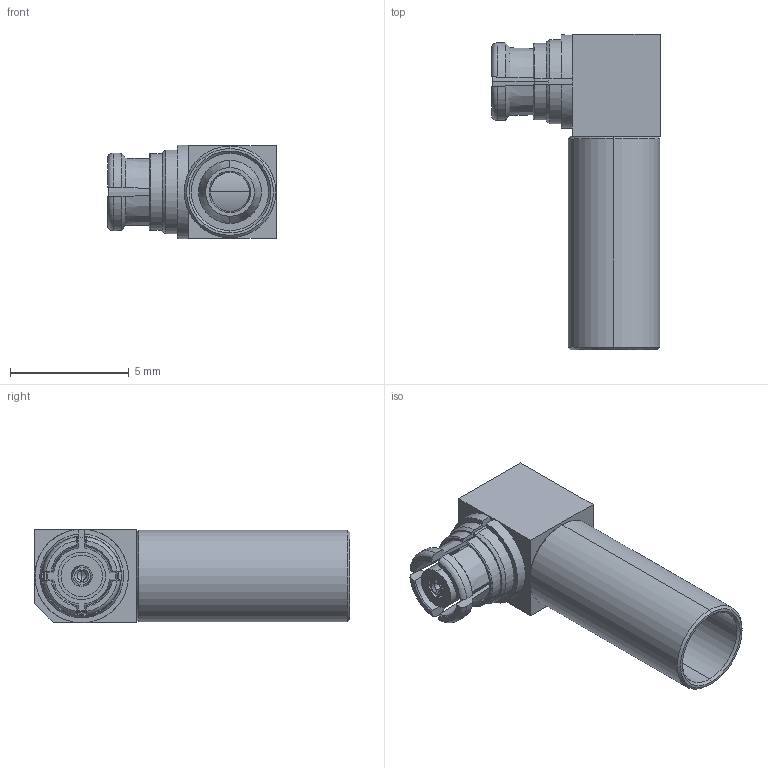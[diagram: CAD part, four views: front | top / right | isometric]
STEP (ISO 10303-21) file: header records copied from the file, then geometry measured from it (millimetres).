
FILE_DESCRIPTION (( 'STEP AP214' ), '1' );
FILE_NAME ('LCCN45882_3D.step', '2023-05-05T20:52:13', ( '' ), ( '' ), 'SwSTEP 2.0', 'SolidWorks 2022', '' );
FILE_SCHEMA (( 'AUTOMOTIVE_DESIGN' ));
Length unit declared in the file: inch
Products named in the file (1): LCCN45882_3D
Bounding box: 7.1 x 13.3 x 3.94 mm (x, y, z)
Volume: 126.3 mm3; surface area: 451.4 mm2
Topology: 2 solids, 2 shells, 127 faces, 311 edges, 200 vertices
Faces by surface type: cone 51, plane 43, cylinder 27, torus 6
Entity records: 4150 total; most frequent: CARTESIAN_POINT 959, ORIENTED_EDGE 622, DIRECTION 614, EDGE_CURVE 311, AXIS2_PLACEMENT_3D 254, VERTEX_POINT 200, EDGE_LOOP 141, FACE_OUTER_BOUND 127
